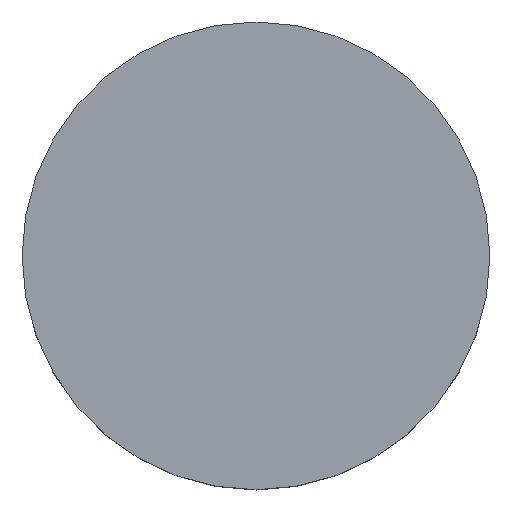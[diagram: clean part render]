
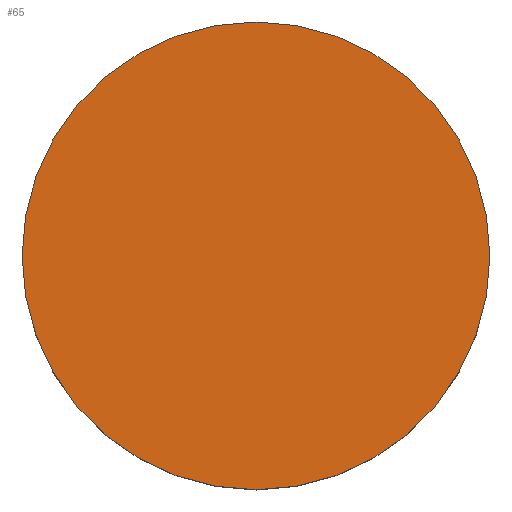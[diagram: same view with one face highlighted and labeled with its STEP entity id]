
A CAD part, top view. The second image highlights one B-rep face of the part: STEP entity #65.
In plain terms, the highlighted planar face has unit normal (0, 0, 1).
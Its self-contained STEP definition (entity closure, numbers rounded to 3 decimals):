
#4 = PLANE ( 'NONE',  #48 ) ;
#16 = VERTEX_POINT ( 'NONE', #223 ) ;
#40 = CARTESIAN_POINT ( 'NONE',  ( 0., 0., 3.3 ) ) ;
#41 = ORIENTED_EDGE ( 'NONE', *, *, #231, .F. ) ;
#48 = AXIS2_PLACEMENT_3D ( 'NONE', #79, #186, #224 ) ;
#57 = AXIS2_PLACEMENT_3D ( 'NONE', #40, #76, #115 ) ;
#65 = ADVANCED_FACE ( 'NONE', ( #119 ), #4, .T. ) ;
#76 = DIRECTION ( 'NONE',  ( 0., 0., -1. ) ) ;
#79 = CARTESIAN_POINT ( 'NONE',  ( 0., 13.158, 3.3 ) ) ;
#81 = EDGE_CURVE ( 'NONE', #194, #16, #114, .T. ) ;
#89 = EDGE_LOOP ( 'NONE', ( #166, #41 ) ) ;
#114 = CIRCLE ( 'NONE', #118, 6.35 ) ;
#115 = DIRECTION ( 'NONE',  ( 1., 0., 0. ) ) ;
#117 = DIRECTION ( 'NONE',  ( 1., 0., 0. ) ) ;
#118 = AXIS2_PLACEMENT_3D ( 'NONE', #172, #120, #117 ) ;
#119 = FACE_OUTER_BOUND ( 'NONE', #89, .T. ) ;
#120 = DIRECTION ( 'NONE',  ( 0., 0., -1. ) ) ;
#163 = CARTESIAN_POINT ( 'NONE',  ( 6.35, 0., 3.3 ) ) ;
#166 = ORIENTED_EDGE ( 'NONE', *, *, #81, .F. ) ;
#172 = CARTESIAN_POINT ( 'NONE',  ( 0., 0., 3.3 ) ) ;
#178 = CIRCLE ( 'NONE', #57, 6.35 ) ;
#186 = DIRECTION ( 'NONE',  ( 0., 0., 1. ) ) ;
#194 = VERTEX_POINT ( 'NONE', #163 ) ;
#223 = CARTESIAN_POINT ( 'NONE',  ( -6.35, 0., 3.3 ) ) ;
#224 = DIRECTION ( 'NONE',  ( 1., 0., 0. ) ) ;
#231 = EDGE_CURVE ( 'NONE', #16, #194, #178, .T. ) ;
